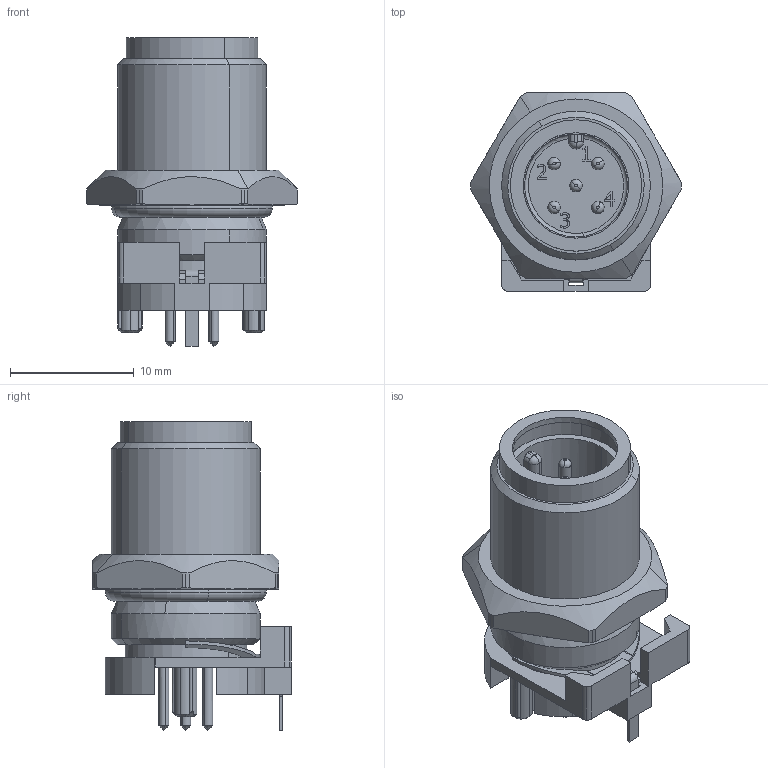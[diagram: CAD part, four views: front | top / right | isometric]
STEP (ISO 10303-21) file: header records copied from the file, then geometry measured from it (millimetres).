
FILE_DESCRIPTION(('CATIA V5R24 STEP','CAx-IF Rec.Pracs.--- Model Styling and Organization---1.2---2011-12-15'),'2;1');
FILE_NAME ('D1461863_0_2423150000_2423150000.stp','2017-09-08T05:51:50+00:00',('none'),('Weidmueller'),'CATIA Version 5-6 Release 2014 SP4 HF52','CATIA V5 STEP AP214','none');
FILE_SCHEMA(('AUTOMOTIVE_DESIGN { 1 0 10303 214 1 1 1 1 }'));
Length unit declared in the file: millimetre
Products named in the file (1): 2423150000
Bounding box: 17 x 16 x 24.9 mm (x, y, z)
Volume: 1950.9 mm3; surface area: 3364.6 mm2
Topology: 3 solids, 3 shells, 335 faces, 904 edges, 584 vertices
Faces by surface type: cylinder 136, plane 133, cone 28, torus 20, bspline 14, extrusion 4
Entity records: 11589 total; most frequent: CARTESIAN_POINT 3711, ORIENTED_EDGE 1788, DIRECTION 1298, EDGE_CURVE 894, VERTEX_POINT 584, AXIS2_PLACEMENT_3D 525, VECTOR 467, LINE 463
